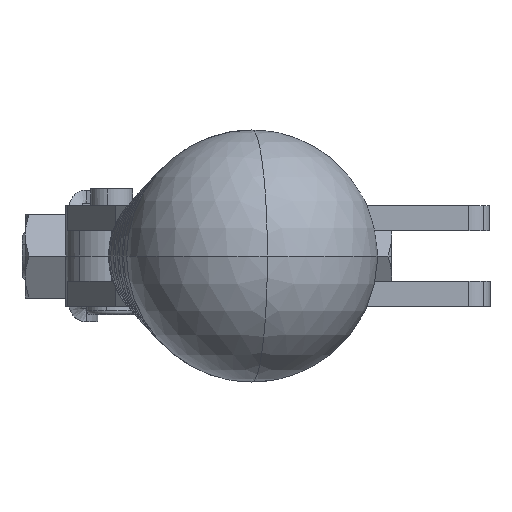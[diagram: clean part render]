
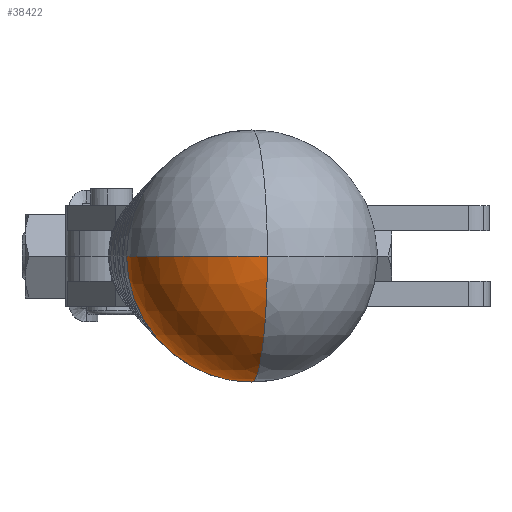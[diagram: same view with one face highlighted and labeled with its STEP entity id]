
A CAD part, left-side view. The second image highlights one B-rep face of the part: STEP entity #38422.
In plain terms, the highlighted spherical face has radius 15 mm.
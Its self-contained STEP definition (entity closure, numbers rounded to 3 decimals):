
#301=CARTESIAN_POINT('',(-96.491,22.463,-37.472));
#302=VERTEX_POINT('',#301);
#312=CARTESIAN_POINT('',(-83.22,39.213,-37.472));
#313=VERTEX_POINT('',#312);
#321=CARTESIAN_POINT('',(-81.604,24.3,-37.472));
#322=DIRECTION('',(0.,0.,-1.));
#323=DIRECTION('',(0.122,-0.992,0.));
#324=AXIS2_PLACEMENT_3D('',#321,#322,#323);
#325=CIRCLE('',#324,15.0);
#326=EDGE_CURVE('',#302,#313,#325,.T.);
#370=CARTESIAN_POINT('',(-81.383,24.328,-52.471));
#371=VERTEX_POINT('',#370);
#372=CARTESIAN_POINT('',(-81.604,24.3,-52.472));
#373=VERTEX_POINT('',#372);
#374=CARTESIAN_POINT('',(-81.604,24.3,-37.472));
#375=DIRECTION('',(-0.122,0.992,0.0));
#376=DIRECTION('',(0.0,0.0,-1.0));
#377=AXIS2_PLACEMENT_3D('',#374,#375,#376);
#378=CIRCLE('',#377,15.0);
#379=EDGE_CURVE('',#371,#373,#378,.T.);
#403=CARTESIAN_POINT('',(-81.604,24.3,-37.472));
#404=DIRECTION('',(-0.122,0.992,0.0));
#405=DIRECTION('',(0.0,0.0,-1.0));
#406=AXIS2_PLACEMENT_3D('',#403,#404,#405);
#407=CIRCLE('',#406,15.0);
#408=EDGE_CURVE('',#373,#302,#407,.T.);
#38405=CARTESIAN_POINT('',(-81.604,24.3,-37.472));
#38406=DIRECTION('',(0.0,0.0,1.0));
#38407=DIRECTION('',(-0.992,-0.122,0.));
#38408=AXIS2_PLACEMENT_3D('',#38405,#38406,#38407);
#38409=SPHERICAL_SURFACE('',#38408,15.0);
#38410=ORIENTED_EDGE('',*,*,#408,.T.);
#38411=ORIENTED_EDGE('',*,*,#326,.T.);
#38412=CARTESIAN_POINT('',(-81.383,24.328,-37.472));
#38413=DIRECTION('',(-0.992,-0.122,0.0));
#38414=DIRECTION('',(0.0,0.0,-1.0));
#38415=AXIS2_PLACEMENT_3D('',#38412,#38413,#38414);
#38416=CIRCLE('',#38415,14.998);
#38417=EDGE_CURVE('',#313,#371,#38416,.T.);
#38418=ORIENTED_EDGE('',*,*,#38417,.T.);
#38419=ORIENTED_EDGE('',*,*,#379,.T.);
#38420=EDGE_LOOP('',(#38410,#38411,#38418,#38419));
#38421=FACE_OUTER_BOUND('',#38420,.T.);
#38422=ADVANCED_FACE('',(#38421),#38409,.T.);
